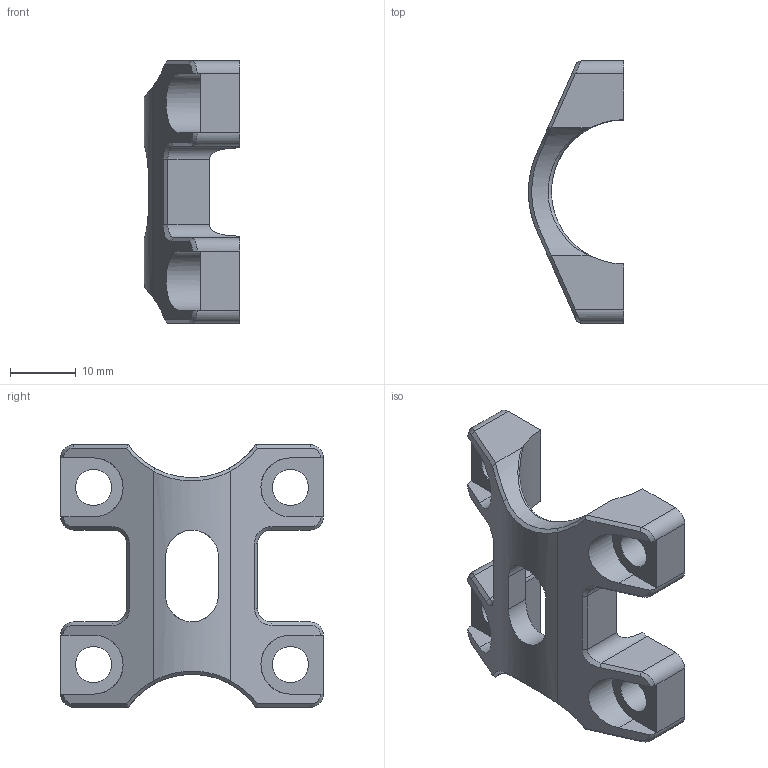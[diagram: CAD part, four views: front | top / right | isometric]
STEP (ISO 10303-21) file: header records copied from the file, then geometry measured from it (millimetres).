
FILE_DESCRIPTION(('FreeCAD Model'),'2;1');
FILE_NAME('capot adapt vbrake.step', '2021-08-21T08:22:52',('Author'),(''), 'Open CASCADE STEP processor 7.3','FreeCAD','Unknown');
FILE_SCHEMA(('AUTOMOTIVE_DESIGN { 1 0 10303 214 1 1 1 1 }'));
Length unit declared in the file: millimetre
Products named in the file (1): Body
Bounding box: 14.5 x 40 x 40 mm (x, y, z)
Volume: 5591.5 mm3; surface area: 4615.7 mm2
Topology: 1 solids, 1 shells, 90 faces, 238 edges, 148 vertices
Faces by surface type: plane 44, cylinder 26, bspline 20
Full cylindrical faces by diameter (mm): 5.5 x4
Entity records: 10372 total; most frequent: CARTESIAN_POINT 6001, DIRECTION 675, ORIENTED_EDGE 472, PCURVE 472, DEFINITIONAL_REPRESENTATION 472, LINE 444, VECTOR 444, EDGE_CURVE 236
